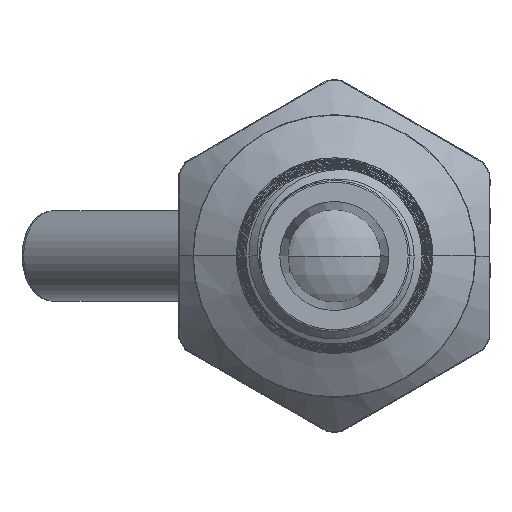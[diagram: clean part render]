
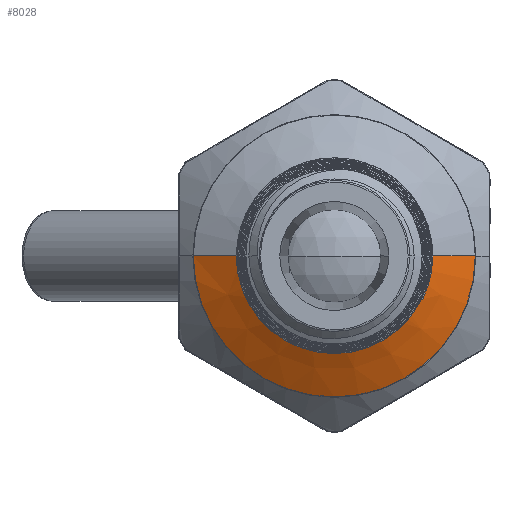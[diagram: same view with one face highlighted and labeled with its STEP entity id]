
A CAD part, front view. The second image highlights one B-rep face of the part: STEP entity #8028.
In plain terms, the highlighted conical face has half-angle 60 degrees and reference radius 7.665 mm.
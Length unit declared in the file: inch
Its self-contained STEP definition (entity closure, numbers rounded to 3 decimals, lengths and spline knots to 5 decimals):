
#477 = ORIENTED_EDGE ( 'NONE', *, *, #17141, .F. ) ;
#478 = ORIENTED_EDGE ( 'NONE', *, *, #15646, .T. ) ;
#479 = ORIENTED_EDGE ( 'NONE', *, *, #15699, .F. ) ;
#480 = ORIENTED_EDGE ( 'NONE', *, *, #15645, .F. ) ;
#481 = ORIENTED_EDGE ( 'NONE', *, *, #15644, .F. ) ;
#482 = ORIENTED_EDGE ( 'NONE', *, *, #17140, .T. ) ;
#483 = ORIENTED_EDGE ( 'NONE', *, *, #15643, .T. ) ;
#2485 = CIRCLE ( 'NONE', #24399, 0.3012 ) ;
#2497 = CIRCLE ( 'NONE', #24400, 0.21048 ) ;
#6836 = CARTESIAN_POINT ( 'NONE',  ( 0.08269, -0.39583, -0.16484 ) ) ;
#6837 = CARTESIAN_POINT ( 'NONE',  ( 0.18888, -0.38078, -0.09285 ) ) ;
#6865 = CARTESIAN_POINT ( 'NONE',  ( 0.16526, -0.39598, -0.08125 ) ) ;
#6918 = CARTESIAN_POINT ( 'NONE',  ( 0.21047, -0.38078, 0. ) ) ;
#6934 = CARTESIAN_POINT ( 'NONE',  ( -0.30121, -0.32841, 0. ) ) ;
#6935 = CARTESIAN_POINT ( 'NONE',  ( 0.30119, -0.32841, 0. ) ) ;
#6950 = CARTESIAN_POINT ( 'NONE',  ( -0.19501, -0.38972, 0. ) ) ;
#7099 = CARTESIAN_POINT ( 'NONE',  ( -0.19501, -0.38972, 0. ) ) ;
#7104 = CARTESIAN_POINT ( 'NONE',  ( 0.10057, -0.39586, -0.15581 ) ) ;
#7108 = CARTESIAN_POINT ( 'NONE',  ( -0.1948, -0.38984, -0.00805 ) ) ;
#7109 = CARTESIAN_POINT ( 'NONE',  ( 0.08269, -0.39583, -0.16484 ) ) ;
#7110 = CARTESIAN_POINT ( 'NONE',  ( -0.00001, -0.32841, 0. ) ) ;
#7111 = DIRECTION ( 'NONE',  ( 0., -1., 0. ) ) ;
#7112 = DIRECTION ( 'NONE',  ( 1., 0., 0. ) ) ;
#7113 = CARTESIAN_POINT ( 'NONE',  ( -0.19407, -0.38997, -0.01618 ) ) ;
#7114 = CARTESIAN_POINT ( 'NONE',  ( -0.19165, -0.39022, -0.0321 ) ) ;
#7115 = CARTESIAN_POINT ( 'NONE',  ( -0.18995, -0.39034, -0.03993 ) ) ;
#7116 = CARTESIAN_POINT ( 'NONE',  ( -0.1856, -0.39059, -0.05533 ) ) ;
#7117 = CARTESIAN_POINT ( 'NONE',  ( -0.18294, -0.39071, -0.06291 ) ) ;
#7118 = CARTESIAN_POINT ( 'NONE',  ( -0.17665, -0.39096, -0.0778 ) ) ;
#7119 = CARTESIAN_POINT ( 'NONE',  ( -0.17302, -0.39109, -0.08508 ) ) ;
#7120 = CARTESIAN_POINT ( 'NONE',  ( -0.16093, -0.39146, -0.10591 ) ) ;
#7121 = CARTESIAN_POINT ( 'NONE',  ( -0.15121, -0.39171, -0.1187 ) ) ;
#7122 = CARTESIAN_POINT ( 'NONE',  ( -0.12846, -0.39222, -0.14184 ) ) ;
#7123 = CARTESIAN_POINT ( 'NONE',  ( -0.11586, -0.39248, -0.15173 ) ) ;
#7124 = CARTESIAN_POINT ( 'NONE',  ( -0.09519, -0.39286, -0.16414 ) ) ;
#7125 = CARTESIAN_POINT ( 'NONE',  ( -0.08794, -0.39298, -0.16789 ) ) ;
#7126 = CARTESIAN_POINT ( 'NONE',  ( -0.07316, -0.39324, -0.17435 ) ) ;
#7127 = CARTESIAN_POINT ( 'NONE',  ( -0.05808, -0.3935, -0.17982 ) ) ;
#7128 = CARTESIAN_POINT ( 'NONE',  ( -0.04242, -0.39375, -0.18335 ) ) ;
#7129 = CARTESIAN_POINT ( 'NONE',  ( -0.02647, -0.39401, -0.18587 ) ) ;
#7130 = CARTESIAN_POINT ( 'NONE',  ( -0.01835, -0.39414, -0.18662 ) ) ;
#7131 = CARTESIAN_POINT ( 'NONE',  ( 0.00573, -0.39453, -0.18728 ) ) ;
#7132 = CARTESIAN_POINT ( 'NONE',  ( 0.02173, -0.39478, -0.18567 ) ) ;
#7133 = CARTESIAN_POINT ( 'NONE',  ( 0.05332, -0.39531, -0.17823 ) ) ;
#7134 = CARTESIAN_POINT ( 'NONE',  ( 0.06838, -0.39556, -0.17253 ) ) ;
#7135 = CARTESIAN_POINT ( 'NONE',  ( 0.08269, -0.39583, -0.16484 ) ) ;
#7137 = CARTESIAN_POINT ( 'NONE',  ( 0.11696, -0.39588, -0.14384 ) ) ;
#7138 = CARTESIAN_POINT ( 'NONE',  ( 0.13781, -0.39592, -0.12272 ) ) ;
#7139 = CARTESIAN_POINT ( 'NONE',  ( 0.14418, -0.39593, -0.11514 ) ) ;
#7140 = CARTESIAN_POINT ( 'NONE',  ( 0.15573, -0.39595, -0.09887 ) ) ;
#7141 = CARTESIAN_POINT ( 'NONE',  ( 0.16086, -0.39597, -0.09024 ) ) ;
#7142 = CARTESIAN_POINT ( 'NONE',  ( 0.16526, -0.39598, -0.08125 ) ) ;
#7145 = CARTESIAN_POINT ( 'NONE',  ( -0.00001, -0.38078, 0. ) ) ;
#7146 = DIRECTION ( 'NONE',  ( 0., 1., 0. ) ) ;
#7147 = DIRECTION ( 'NONE',  ( -1., 0., 0. ) ) ;
#7380 = CARTESIAN_POINT ( 'NONE',  ( 0.16748, -0.39455, -0.08234 ) ) ;
#7381 = CARTESIAN_POINT ( 'NONE',  ( 0.16526, -0.39598, -0.08125 ) ) ;
#7388 = CARTESIAN_POINT ( 'NONE',  ( 0.1697, -0.39313, -0.08343 ) ) ;
#7389 = CARTESIAN_POINT ( 'NONE',  ( 0.17191, -0.3917, -0.08452 ) ) ;
#7390 = CARTESIAN_POINT ( 'NONE',  ( 0.17413, -0.39027, -0.08561 ) ) ;
#7391 = CARTESIAN_POINT ( 'NONE',  ( 0.17635, -0.38885, -0.0867 ) ) ;
#7392 = CARTESIAN_POINT ( 'NONE',  ( 0.17857, -0.38742, -0.08779 ) ) ;
#7393 = CARTESIAN_POINT ( 'NONE',  ( 0.18201, -0.38521, -0.08947 ) ) ;
#7394 = CARTESIAN_POINT ( 'NONE',  ( 0.18545, -0.383, -0.09116 ) ) ;
#7395 = CARTESIAN_POINT ( 'NONE',  ( 0.18888, -0.38078, -0.09285 ) ) ;
#8028 = ADVANCED_FACE ( 'NONE', ( #20940 ), #20946, .T. ) ;
#11370 = LINE ( 'NONE', #12695, #11388 ) ;
#11387 = LINE ( 'NONE', #12697, #11390 ) ;
#11388 = VECTOR ( 'NONE', #12696, 39.37008 ) ;
#11390 = VECTOR ( 'NONE', #12699, 39.37008 ) ;
#12695 = CARTESIAN_POINT ( 'NONE',  ( -0.30176, -0.32809, 0. ) ) ;
#12696 = DIRECTION ( 'NONE',  ( -0.866, 0.5, 0. ) ) ;
#12697 = CARTESIAN_POINT ( 'NONE',  ( 0.30175, -0.32809, 0. ) ) ;
#12699 = DIRECTION ( 'NONE',  ( 0.866, 0.5, 0. ) ) ;
#14898 = EDGE_LOOP ( 'NONE', ( #477, #478, #479, #480, #481, #482, #483 ) ) ;
#15364 = VERTEX_POINT ( 'NONE', #6836 ) ;
#15365 = VERTEX_POINT ( 'NONE', #6837 ) ;
#15393 = VERTEX_POINT ( 'NONE', #6865 ) ;
#15446 = VERTEX_POINT ( 'NONE', #6918 ) ;
#15462 = VERTEX_POINT ( 'NONE', #6934 ) ;
#15463 = VERTEX_POINT ( 'NONE', #6935 ) ;
#15478 = VERTEX_POINT ( 'NONE', #6950 ) ;
#15643 = EDGE_CURVE ( 'NONE', #15462, #15463, #2485, .T. ) ;
#15644 = EDGE_CURVE ( 'NONE', #15478, #15364, #19293, .T. ) ;
#15645 = EDGE_CURVE ( 'NONE', #15364, #15393, #19292, .T. ) ;
#15646 = EDGE_CURVE ( 'NONE', #15446, #15365, #2497, .T. ) ;
#15699 = EDGE_CURVE ( 'NONE', #15393, #15365, #19275, .T. ) ;
#17140 = EDGE_CURVE ( 'NONE', #15478, #15462, #11370, .T. ) ;
#17141 = EDGE_CURVE ( 'NONE', #15446, #15463, #11387, .T. ) ;
#19275 = B_SPLINE_CURVE_WITH_KNOTS ( 'NONE', 3,
 ( #7381, #7380, #7388, #7389, #7390, #7391, #7392, #7393, #7394, #7395 ),
 .UNSPECIFIED., .F., .F.,
 ( 4, 3, 3, 4 ),
 ( 0., 0.00022, 0.00044, 0.00077 ),
 .UNSPECIFIED. ) ;
#19292 = B_SPLINE_CURVE_WITH_KNOTS ( 'NONE', 3,
 ( #7109, #7104, #7137, #7138, #7139, #7140, #7141, #7142 ),
 .UNSPECIFIED., .F., .F.,
 ( 4, 2, 2, 4 ),
 ( 0., 0.00153, 0.00229, 0.00305 ),
 .UNSPECIFIED. ) ;
#19293 = B_SPLINE_CURVE_WITH_KNOTS ( 'NONE', 3,
 ( #7099, #7108, #7113, #7114, #7115, #7116, #7117, #7118, #7119, #7120, #7121, #7122, #7123, #7124, #7125, #7126, #7127, #7128, #7129, #7130, #7131, #7132, #7133, #7134, #7135 ),
 .UNSPECIFIED., .F., .F.,
 ( 4, 2, 2, 2, 2, 2, 2, 2, 1, 2, 2, 2, 4 ),
 ( 0.01865, 0.01926, 0.01987, 0.02048, 0.02109, 0.02232, 0.02354, 0.02415, 0.02476, 0.02537, 0.02599, 0.02721, 0.02843 ),
 .UNSPECIFIED. ) ;
#19811 = CARTESIAN_POINT ( 'NONE',  ( -0.00001, -0.32809, 0. ) ) ;
#19818 = DIRECTION ( 'NONE',  ( -1., 0., 0. ) ) ;
#19824 = DIRECTION ( 'NONE',  ( 0., 1., 0. ) ) ;
#20940 = FACE_OUTER_BOUND ( 'NONE', #14898, .T. ) ;
#20946 = CONICAL_SURFACE ( 'NONE', #26615, 0.30175, 1.047 ) ;
#24399 = AXIS2_PLACEMENT_3D ( 'NONE', #7110, #7111, #7112 ) ;
#24400 = AXIS2_PLACEMENT_3D ( 'NONE', #7145, #7146, #7147 ) ;
#26615 = AXIS2_PLACEMENT_3D ( 'NONE', #19811, #19824, #19818 ) ;
